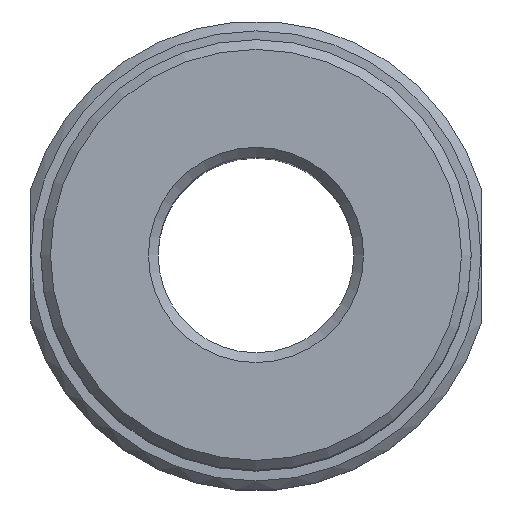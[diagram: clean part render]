
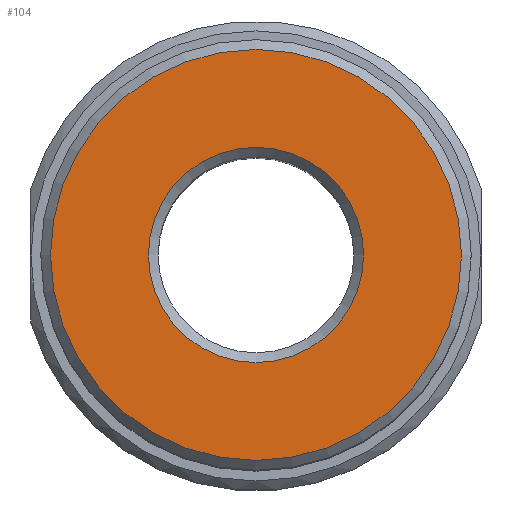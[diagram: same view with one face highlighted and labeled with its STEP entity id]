
A CAD part, top view. The second image highlights one B-rep face of the part: STEP entity #104.
In plain terms, the highlighted planar face has unit normal (0, 0, 1).
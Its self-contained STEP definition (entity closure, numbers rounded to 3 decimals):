
#9 = PLANE ( 'NONE',  #6452 ) ;
#26 = EDGE_LOOP ( 'NONE', ( #2836 ) ) ;
#104 = ADVANCED_FACE ( 'NONE', ( #3492, #6267 ), #9, .T. ) ;
#495 = AXIS2_PLACEMENT_3D ( 'NONE', #5013, #7787, #1533 ) ;
#1217 = ORIENTED_EDGE ( 'NONE', *, *, #3995, .T. ) ;
#1295 = CARTESIAN_POINT ( 'NONE',  ( 10.5, 0., 30. ) ) ;
#1533 = DIRECTION ( 'NONE',  ( 1., 0., 0. ) ) ;
#1864 = CARTESIAN_POINT ( 'NONE',  ( 5.5, 0., 30. ) ) ;
#2282 = DIRECTION ( 'NONE',  ( 0., 0., -1. ) ) ;
#2803 = CARTESIAN_POINT ( 'NONE',  ( 0., 0., 30. ) ) ;
#2836 = ORIENTED_EDGE ( 'NONE', *, *, #8218, .T. ) ;
#3492 = FACE_OUTER_BOUND ( 'NONE', #26, .T. ) ;
#3995 = EDGE_CURVE ( 'NONE', #8114, #8114, #4214, .T. ) ;
#4214 = CIRCLE ( 'NONE', #6780, 5.5 ) ;
#5013 = CARTESIAN_POINT ( 'NONE',  ( 0., 0., 30. ) ) ;
#5064 = DIRECTION ( 'NONE',  ( 1., 0., 0. ) ) ;
#5584 = DIRECTION ( 'NONE',  ( 0., 0., 1. ) ) ;
#5594 = CIRCLE ( 'NONE', #495, 10.5 ) ;
#6267 = FACE_BOUND ( 'NONE', #7601, .T. ) ;
#6452 = AXIS2_PLACEMENT_3D ( 'NONE', #2803, #5584, #8370 ) ;
#6780 = AXIS2_PLACEMENT_3D ( 'NONE', #8532, #2282, #5064 ) ;
#7554 = VERTEX_POINT ( 'NONE', #1295 ) ;
#7601 = EDGE_LOOP ( 'NONE', ( #1217 ) ) ;
#7787 = DIRECTION ( 'NONE',  ( 0., 0., 1. ) ) ;
#8114 = VERTEX_POINT ( 'NONE', #1864 ) ;
#8218 = EDGE_CURVE ( 'NONE', #7554, #7554, #5594, .T. ) ;
#8370 = DIRECTION ( 'NONE',  ( 1., 0., 0. ) ) ;
#8532 = CARTESIAN_POINT ( 'NONE',  ( 0., 0., 30. ) ) ;
